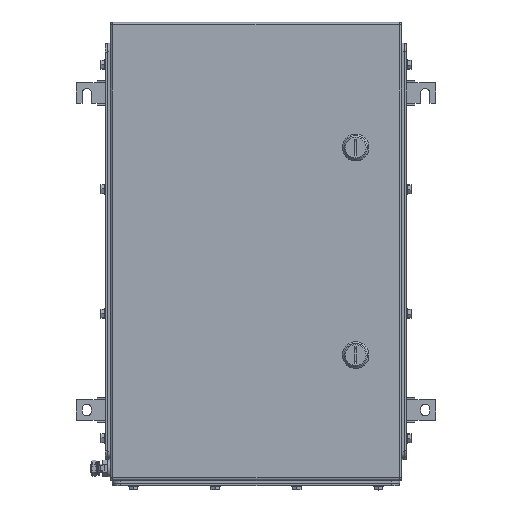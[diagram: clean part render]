
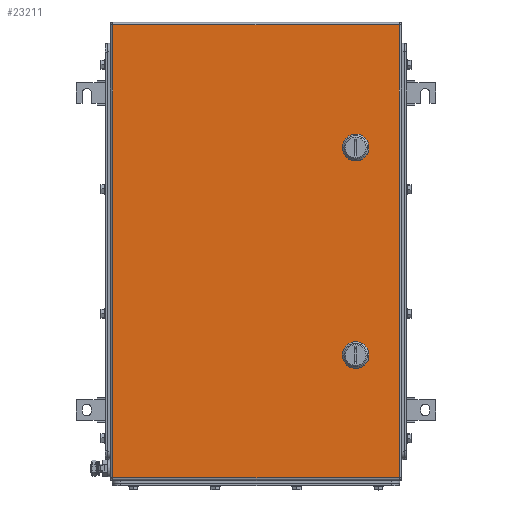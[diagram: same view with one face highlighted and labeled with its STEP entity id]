
A CAD part, top view. The second image highlights one B-rep face of the part: STEP entity #23211.
In plain terms, the highlighted planar face has unit normal (0, 0, 1).
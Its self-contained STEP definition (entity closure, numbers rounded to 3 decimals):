
#23025=AXIS2_PLACEMENT_3D('Circle Axis2P3D',#23023,#23024,$) ;
#23052=AXIS2_PLACEMENT_3D('Plane Axis2P3D',#23049,#23050,#23051) ;
#23097=AXIS2_PLACEMENT_3D('Circle Axis2P3D',#23095,#23096,$) ;
#23111=AXIS2_PLACEMENT_3D('Circle Axis2P3D',#23109,#23110,$) ;
#23125=AXIS2_PLACEMENT_3D('Circle Axis2P3D',#23123,#23124,$) ;
#23147=AXIS2_PLACEMENT_3D('Circle Axis2P3D',#23145,#23146,$) ;
#23163=AXIS2_PLACEMENT_3D('Circle Axis2P3D',#23161,#23162,$) ;
#23177=AXIS2_PLACEMENT_3D('Circle Axis2P3D',#23175,#23176,$) ;
#23191=AXIS2_PLACEMENT_3D('Circle Axis2P3D',#23189,#23190,$) ;
#23020=CARTESIAN_POINT('Vertex',(340.056,400.45,153.5)) ;
#23023=CARTESIAN_POINT('Axis2P3D Location',(335.,410.5,153.5)) ;
#23027=CARTESIAN_POINT('Vertex',(345.05,405.444,153.5)) ;
#23049=CARTESIAN_POINT('Axis2P3D Location',(215.5,286.,153.5)) ;
#23054=CARTESIAN_POINT('Line Origine',(215.5,557.5,153.5)) ;
#23058=CARTESIAN_POINT('Vertex',(387.,557.5,153.5)) ;
#23060=CARTESIAN_POINT('Vertex',(44.,557.5,153.5)) ;
#23063=CARTESIAN_POINT('Line Origine',(44.,286.,153.5)) ;
#23067=CARTESIAN_POINT('Vertex',(44.,14.5,153.5)) ;
#23070=CARTESIAN_POINT('Line Origine',(215.5,14.5,153.5)) ;
#23074=CARTESIAN_POINT('Vertex',(387.,14.5,153.5)) ;
#23077=CARTESIAN_POINT('Line Origine',(387.,286.,153.5)) ;
#23088=CARTESIAN_POINT('Line Origine',(335.,400.45,153.5)) ;
#23092=CARTESIAN_POINT('Vertex',(329.944,400.45,153.5)) ;
#23095=CARTESIAN_POINT('Axis2P3D Location',(335.,410.5,153.5)) ;
#23099=CARTESIAN_POINT('Vertex',(324.95,405.444,153.5)) ;
#23102=CARTESIAN_POINT('Line Origine',(324.95,410.5,153.5)) ;
#23106=CARTESIAN_POINT('Vertex',(324.95,415.556,153.5)) ;
#23109=CARTESIAN_POINT('Axis2P3D Location',(335.,410.5,153.5)) ;
#23113=CARTESIAN_POINT('Vertex',(329.944,420.55,153.5)) ;
#23116=CARTESIAN_POINT('Line Origine',(335.,420.55,153.5)) ;
#23120=CARTESIAN_POINT('Vertex',(340.056,420.55,153.5)) ;
#23123=CARTESIAN_POINT('Axis2P3D Location',(335.,410.5,153.5)) ;
#23127=CARTESIAN_POINT('Vertex',(345.05,415.556,153.5)) ;
#23130=CARTESIAN_POINT('Line Origine',(345.05,410.5,153.5)) ;
#23145=CARTESIAN_POINT('Axis2P3D Location',(335.,161.5,153.5)) ;
#23149=CARTESIAN_POINT('Vertex',(340.056,151.45,153.5)) ;
#23151=CARTESIAN_POINT('Vertex',(345.05,156.444,153.5)) ;
#23154=CARTESIAN_POINT('Line Origine',(335.,151.45,153.5)) ;
#23158=CARTESIAN_POINT('Vertex',(329.944,151.45,153.5)) ;
#23161=CARTESIAN_POINT('Axis2P3D Location',(335.,161.5,153.5)) ;
#23165=CARTESIAN_POINT('Vertex',(324.95,156.444,153.5)) ;
#23168=CARTESIAN_POINT('Line Origine',(324.95,161.5,153.5)) ;
#23172=CARTESIAN_POINT('Vertex',(324.95,166.556,153.5)) ;
#23175=CARTESIAN_POINT('Axis2P3D Location',(335.,161.5,153.5)) ;
#23179=CARTESIAN_POINT('Vertex',(329.944,171.55,153.5)) ;
#23182=CARTESIAN_POINT('Line Origine',(335.,171.55,153.5)) ;
#23186=CARTESIAN_POINT('Vertex',(340.056,171.55,153.5)) ;
#23189=CARTESIAN_POINT('Axis2P3D Location',(335.,161.5,153.5)) ;
#23193=CARTESIAN_POINT('Vertex',(345.05,166.556,153.5)) ;
#23196=CARTESIAN_POINT('Line Origine',(345.05,161.5,153.5)) ;
#23024=DIRECTION('Axis2P3D Direction',(0.,0.,1.)) ;
#23050=DIRECTION('Axis2P3D Direction',(0.,0.,1.)) ;
#23051=DIRECTION('Axis2P3D XDirection',(1.,0.,0.)) ;
#23055=DIRECTION('Vector Direction',(1.,0.,0.)) ;
#23064=DIRECTION('Vector Direction',(0.,-1.,0.)) ;
#23071=DIRECTION('Vector Direction',(1.,0.,0.)) ;
#23078=DIRECTION('Vector Direction',(0.,1.,0.)) ;
#23089=DIRECTION('Vector Direction',(1.,0.,0.)) ;
#23096=DIRECTION('Axis2P3D Direction',(0.,0.,1.)) ;
#23103=DIRECTION('Vector Direction',(0.,1.,0.)) ;
#23110=DIRECTION('Axis2P3D Direction',(0.,0.,1.)) ;
#23117=DIRECTION('Vector Direction',(1.,0.,0.)) ;
#23124=DIRECTION('Axis2P3D Direction',(0.,0.,1.)) ;
#23131=DIRECTION('Vector Direction',(0.,-1.,0.)) ;
#23146=DIRECTION('Axis2P3D Direction',(0.,0.,1.)) ;
#23155=DIRECTION('Vector Direction',(1.,0.,0.)) ;
#23162=DIRECTION('Axis2P3D Direction',(0.,0.,1.)) ;
#23169=DIRECTION('Vector Direction',(0.,1.,0.)) ;
#23176=DIRECTION('Axis2P3D Direction',(0.,0.,1.)) ;
#23183=DIRECTION('Vector Direction',(1.,0.,0.)) ;
#23190=DIRECTION('Axis2P3D Direction',(0.,0.,1.)) ;
#23197=DIRECTION('Vector Direction',(0.,-1.,0.)) ;
#23056=VECTOR('Line Direction',#23055,1.) ;
#23065=VECTOR('Line Direction',#23064,1.) ;
#23072=VECTOR('Line Direction',#23071,1.) ;
#23079=VECTOR('Line Direction',#23078,1.) ;
#23090=VECTOR('Line Direction',#23089,1.) ;
#23104=VECTOR('Line Direction',#23103,1.) ;
#23118=VECTOR('Line Direction',#23117,1.) ;
#23132=VECTOR('Line Direction',#23131,1.) ;
#23156=VECTOR('Line Direction',#23155,1.) ;
#23170=VECTOR('Line Direction',#23169,1.) ;
#23184=VECTOR('Line Direction',#23183,1.) ;
#23198=VECTOR('Line Direction',#23197,1.) ;
#23083=ORIENTED_EDGE('',*,*,#23062,.T.) ;
#23084=ORIENTED_EDGE('',*,*,#23069,.T.) ;
#23085=ORIENTED_EDGE('',*,*,#23076,.T.) ;
#23086=ORIENTED_EDGE('',*,*,#23081,.T.) ;
#23136=ORIENTED_EDGE('',*,*,#23094,.F.) ;
#23137=ORIENTED_EDGE('',*,*,#23101,.F.) ;
#23138=ORIENTED_EDGE('',*,*,#23108,.T.) ;
#23139=ORIENTED_EDGE('',*,*,#23115,.F.) ;
#23140=ORIENTED_EDGE('',*,*,#23122,.T.) ;
#23141=ORIENTED_EDGE('',*,*,#23129,.F.) ;
#23142=ORIENTED_EDGE('',*,*,#23134,.T.) ;
#23143=ORIENTED_EDGE('',*,*,#23029,.F.) ;
#23202=ORIENTED_EDGE('',*,*,#23153,.F.) ;
#23203=ORIENTED_EDGE('',*,*,#23160,.F.) ;
#23204=ORIENTED_EDGE('',*,*,#23167,.F.) ;
#23205=ORIENTED_EDGE('',*,*,#23174,.T.) ;
#23206=ORIENTED_EDGE('',*,*,#23181,.F.) ;
#23207=ORIENTED_EDGE('',*,*,#23188,.T.) ;
#23208=ORIENTED_EDGE('',*,*,#23195,.F.) ;
#23209=ORIENTED_EDGE('',*,*,#23200,.T.) ;
#23144=FACE_BOUND('',#23135,.T.) ;
#23210=FACE_BOUND('',#23201,.T.) ;
#23211=ADVANCED_FACE('ZUB_KTB_QL_553515_3GP_AllCATPart.1\\ZUB_DE_KTB_QL.1\\DE_KTB_MH_PART_MASTER.1\\Koerper.2',(#23087,#23144,#23210),#23053,.T.) ;
#23026=CIRCLE('generated circle',#23025,11.25) ;
#23098=CIRCLE('generated circle',#23097,11.25) ;
#23112=CIRCLE('generated circle',#23111,11.25) ;
#23126=CIRCLE('generated circle',#23125,11.25) ;
#23148=CIRCLE('generated circle',#23147,11.25) ;
#23164=CIRCLE('generated circle',#23163,11.25) ;
#23178=CIRCLE('generated circle',#23177,11.25) ;
#23192=CIRCLE('generated circle',#23191,11.25) ;
#23029=EDGE_CURVE('',#23021,#23028,#23026,.T.) ;
#23062=EDGE_CURVE('',#23059,#23061,#23057,.F.) ;
#23069=EDGE_CURVE('',#23061,#23068,#23066,.T.) ;
#23076=EDGE_CURVE('',#23068,#23075,#23073,.T.) ;
#23081=EDGE_CURVE('',#23075,#23059,#23080,.T.) ;
#23094=EDGE_CURVE('',#23093,#23021,#23091,.T.) ;
#23101=EDGE_CURVE('',#23100,#23093,#23098,.T.) ;
#23108=EDGE_CURVE('',#23100,#23107,#23105,.T.) ;
#23115=EDGE_CURVE('',#23114,#23107,#23112,.T.) ;
#23122=EDGE_CURVE('',#23114,#23121,#23119,.T.) ;
#23129=EDGE_CURVE('',#23128,#23121,#23126,.T.) ;
#23134=EDGE_CURVE('',#23128,#23028,#23133,.T.) ;
#23153=EDGE_CURVE('',#23150,#23152,#23148,.T.) ;
#23160=EDGE_CURVE('',#23159,#23150,#23157,.T.) ;
#23167=EDGE_CURVE('',#23166,#23159,#23164,.T.) ;
#23174=EDGE_CURVE('',#23166,#23173,#23171,.T.) ;
#23181=EDGE_CURVE('',#23180,#23173,#23178,.T.) ;
#23188=EDGE_CURVE('',#23180,#23187,#23185,.T.) ;
#23195=EDGE_CURVE('',#23194,#23187,#23192,.T.) ;
#23200=EDGE_CURVE('',#23194,#23152,#23199,.T.) ;
#23082=EDGE_LOOP('',(#23083,#23084,#23085,#23086)) ;
#23135=EDGE_LOOP('',(#23136,#23137,#23138,#23139,#23140,#23141,#23142,#23143)) ;
#23201=EDGE_LOOP('',(#23202,#23203,#23204,#23205,#23206,#23207,#23208,#23209)) ;
#23087=FACE_OUTER_BOUND('',#23082,.T.) ;
#23057=LINE('Line',#23054,#23056) ;
#23066=LINE('Line',#23063,#23065) ;
#23073=LINE('Line',#23070,#23072) ;
#23080=LINE('Line',#23077,#23079) ;
#23091=LINE('Line',#23088,#23090) ;
#23105=LINE('Line',#23102,#23104) ;
#23119=LINE('Line',#23116,#23118) ;
#23133=LINE('Line',#23130,#23132) ;
#23157=LINE('Line',#23154,#23156) ;
#23171=LINE('Line',#23168,#23170) ;
#23185=LINE('Line',#23182,#23184) ;
#23199=LINE('Line',#23196,#23198) ;
#23053=PLANE('',#23052) ;
#23021=VERTEX_POINT('',#23020) ;
#23028=VERTEX_POINT('',#23027) ;
#23059=VERTEX_POINT('',#23058) ;
#23061=VERTEX_POINT('',#23060) ;
#23068=VERTEX_POINT('',#23067) ;
#23075=VERTEX_POINT('',#23074) ;
#23093=VERTEX_POINT('',#23092) ;
#23100=VERTEX_POINT('',#23099) ;
#23107=VERTEX_POINT('',#23106) ;
#23114=VERTEX_POINT('',#23113) ;
#23121=VERTEX_POINT('',#23120) ;
#23128=VERTEX_POINT('',#23127) ;
#23150=VERTEX_POINT('',#23149) ;
#23152=VERTEX_POINT('',#23151) ;
#23159=VERTEX_POINT('',#23158) ;
#23166=VERTEX_POINT('',#23165) ;
#23173=VERTEX_POINT('',#23172) ;
#23180=VERTEX_POINT('',#23179) ;
#23187=VERTEX_POINT('',#23186) ;
#23194=VERTEX_POINT('',#23193) ;
